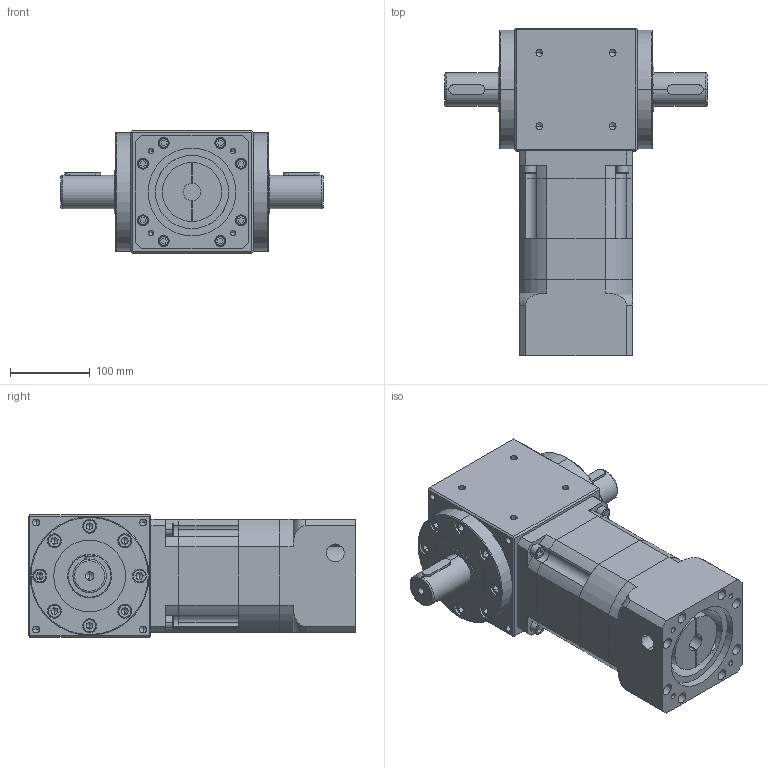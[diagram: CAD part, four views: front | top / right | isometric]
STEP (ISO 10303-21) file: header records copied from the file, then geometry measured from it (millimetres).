
FILE_DESCRIPTION (( 'STEP AP214' ), '1' );
FILE_NAME ('RAM150-L2-XX-2S-22-110-145-M8_2019.STEP', '2019-04-10T06:23:43', ( 'Y' ), ( 'NCU' ), 'SwSTEP 2.0', 'SolidWorks 2016', '' );
FILE_SCHEMA (( 'AUTOMOTIVE_DESIGN' ));
Length unit declared in the file: millimetre
Products named in the file (1): RAM150-L2-XX-2S-22-110-145-M8_2019
Bounding box: 329 x 411 x 154 mm (x, y, z)
Volume: 8961727.3 mm3; surface area: 590755.8 mm2
Topology: 7 solids, 25 shells, 909 faces, 2124 edges, 1304 vertices
Faces by surface type: plane 441, cylinder 304, cone 116, torus 48
Entity records: 27220 total; most frequent: CARTESIAN_POINT 5014, DIRECTION 4672, ORIENTED_EDGE 4072, EDGE_CURVE 2036, AXIS2_PLACEMENT_3D 1766, VERTEX_POINT 1304, LINE 1140, VECTOR 1140
